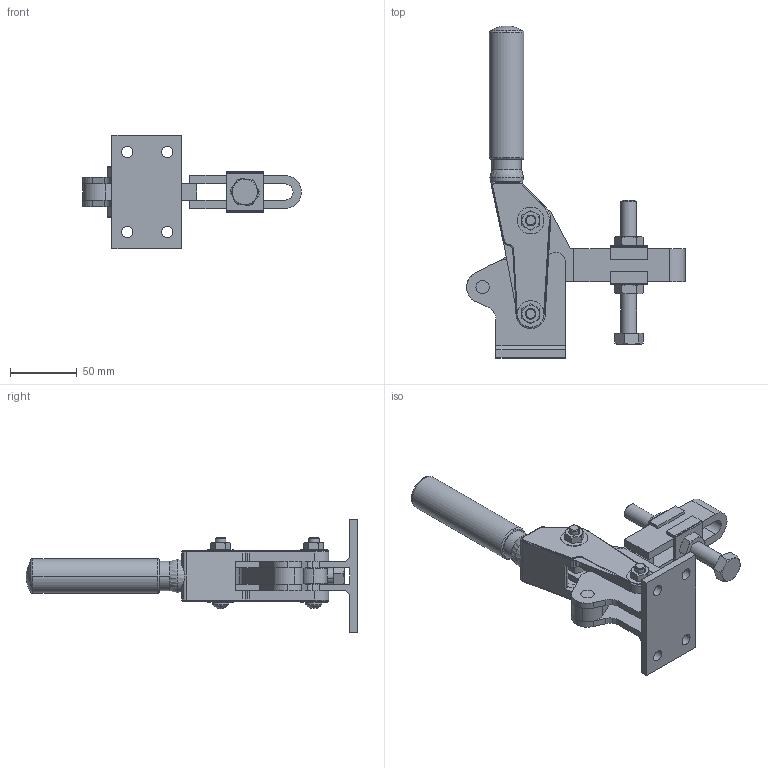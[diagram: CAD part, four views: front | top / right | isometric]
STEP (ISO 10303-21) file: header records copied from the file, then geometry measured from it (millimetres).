
FILE_DESCRIPTION((''),'2;1');
FILE_NAME('M20UB.stp','2006-07-12T08:14:25',('Matthew'),(''),'Autodesk Inventor 8','Autodesk Inventor 8','');
FILE_SCHEMA(('AUTOMOTIVE_DESIGN { 1 0 10303 214 1 1 1 1 }'));
Length unit declared in the file: millimetre
Products named in the file (7): M20UB; M20UB1; M20UB2; M20UB3; M20UB4; M20UB5; M20UB6
Assembly tree (6 placements, depth 2):
  M20UB
    M20UB1
    M20UB2
    M20UB3
    M20UB4
    M20UB5
    M20UB6
Bounding box: 163.99 x 248.85 x 85 mm (x, y, z)
Volume: 283979 mm3; surface area: 94889.8 mm2
Topology: 7 solids, 7 shells, 396 faces, 1012 edges, 642 vertices
Faces by surface type: cylinder 169, plane 134, cone 60, torus 24, sphere 7, bspline 2
Entity records: 12324 total; most frequent: CARTESIAN_POINT 2380, DIRECTION 2194, ORIENTED_EDGE 2014, EDGE_CURVE 1007, AXIS2_PLACEMENT_3D 870, VERTEX_POINT 641, CIRCLE 463, VECTOR 454
